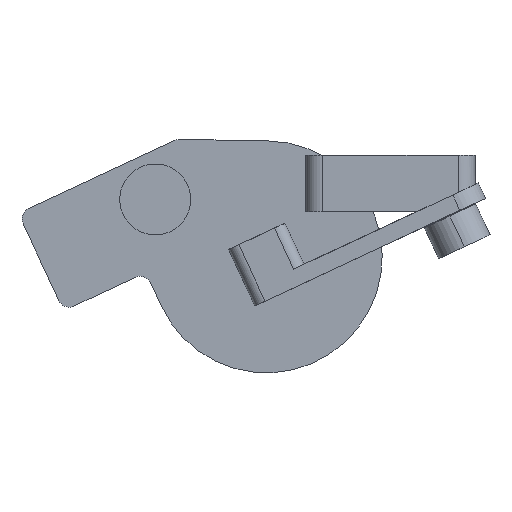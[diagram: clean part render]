
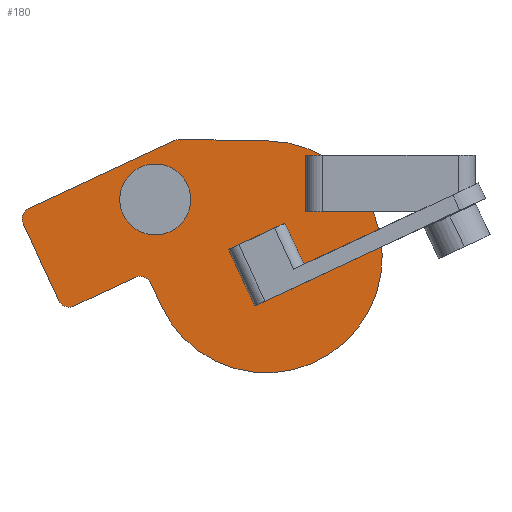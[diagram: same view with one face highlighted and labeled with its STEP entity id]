
A CAD part, left-side view. The second image highlights one B-rep face of the part: STEP entity #180.
In plain terms, the highlighted planar face has unit normal (-1, 0, 0).
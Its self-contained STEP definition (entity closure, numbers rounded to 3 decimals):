
#44=AXIS2_PLACEMENT_3D('Plane Axis2P3D',#41,#42,#43) ;
#48=AXIS2_PLACEMENT_3D('Circle Axis2P3D',#46,#47,$) ;
#64=AXIS2_PLACEMENT_3D('Circle Axis2P3D',#62,#63,$) ;
#78=AXIS2_PLACEMENT_3D('Circle Axis2P3D',#76,#77,$) ;
#92=AXIS2_PLACEMENT_3D('Circle Axis2P3D',#90,#91,$) ;
#106=AXIS2_PLACEMENT_3D('Circle Axis2P3D',#104,#105,$) ;
#130=AXIS2_PLACEMENT_3D('Circle Axis2P3D',#128,#129,$) ;
#139=AXIS2_PLACEMENT_3D('Circle Axis2P3D',#137,#138,$) ;
#41=CARTESIAN_POINT('Axis2P3D Location',(-18.5,39.5,7.)) ;
#46=CARTESIAN_POINT('Axis2P3D Location',(-18.5,74.,30.5)) ;
#50=CARTESIAN_POINT('Vertex',(-18.5,76.,30.5)) ;
#52=CARTESIAN_POINT('Vertex',(-18.5,74.,32.5)) ;
#55=CARTESIAN_POINT('Line Origine',(-18.5,76.,23.)) ;
#59=CARTESIAN_POINT('Vertex',(-18.5,76.,15.5)) ;
#62=CARTESIAN_POINT('Axis2P3D Location',(-18.5,74.,15.5)) ;
#66=CARTESIAN_POINT('Vertex',(-18.5,74.,13.5)) ;
#69=CARTESIAN_POINT('Line Origine',(-18.5,68.,13.5)) ;
#73=CARTESIAN_POINT('Vertex',(-18.5,62.,13.5)) ;
#76=CARTESIAN_POINT('Axis2P3D Location',(-18.5,62.,11.5)) ;
#80=CARTESIAN_POINT('Vertex',(-18.5,60.,11.5)) ;
#83=CARTESIAN_POINT('Line Origine',(-18.5,60.,9.25)) ;
#87=CARTESIAN_POINT('Vertex',(-18.5,60.,7.)) ;
#90=CARTESIAN_POINT('Axis2P3D Location',(-18.5,39.5,7.)) ;
#94=CARTESIAN_POINT('Vertex',(-18.5,30.504,25.421)) ;
#97=CARTESIAN_POINT('Line Origine',(-18.5,37.544,28.859)) ;
#101=CARTESIAN_POINT('Vertex',(-18.5,44.585,32.297)) ;
#104=CARTESIAN_POINT('Axis2P3D Location',(-18.5,45.462,30.5)) ;
#108=CARTESIAN_POINT('Vertex',(-18.5,45.462,32.5)) ;
#111=CARTESIAN_POINT('Line Origine',(-18.5,59.731,32.5)) ;
#128=CARTESIAN_POINT('Axis2P3D Location',(-18.5,53.,24.5)) ;
#132=CARTESIAN_POINT('Vertex',(-18.5,46.72,24.5)) ;
#134=CARTESIAN_POINT('Vertex',(-18.5,59.28,24.5)) ;
#137=CARTESIAN_POINT('Axis2P3D Location',(-18.5,53.,24.5)) ;
#146=CARTESIAN_POINT('Line Origine',(-18.5,39.5,3.)) ;
#150=CARTESIAN_POINT('Vertex',(-18.5,45.,3.)) ;
#152=CARTESIAN_POINT('Vertex',(-18.5,34.,3.)) ;
#155=CARTESIAN_POINT('Line Origine',(-18.5,45.,7.)) ;
#159=CARTESIAN_POINT('Vertex',(-18.5,45.,11.)) ;
#162=CARTESIAN_POINT('Line Origine',(-18.5,39.5,11.)) ;
#166=CARTESIAN_POINT('Vertex',(-18.5,34.,11.)) ;
#169=CARTESIAN_POINT('Line Origine',(-18.5,34.,7.)) ;
#42=DIRECTION('Axis2P3D Direction',(1.,0.,0.)) ;
#43=DIRECTION('Axis2P3D XDirection',(0.,1.,0.)) ;
#47=DIRECTION('Axis2P3D Direction',(1.,0.,0.)) ;
#56=DIRECTION('Vector Direction',(0.,0.,1.)) ;
#63=DIRECTION('Axis2P3D Direction',(1.,0.,0.)) ;
#70=DIRECTION('Vector Direction',(0.,-1.,0.)) ;
#77=DIRECTION('Axis2P3D Direction',(1.,0.,0.)) ;
#84=DIRECTION('Vector Direction',(0.,0.,1.)) ;
#91=DIRECTION('Axis2P3D Direction',(1.,0.,0.)) ;
#98=DIRECTION('Vector Direction',(0.,0.899,0.439)) ;
#105=DIRECTION('Axis2P3D Direction',(1.,0.,0.)) ;
#112=DIRECTION('Vector Direction',(0.,1.,0.)) ;
#129=DIRECTION('Axis2P3D Direction',(1.,0.,0.)) ;
#138=DIRECTION('Axis2P3D Direction',(1.,0.,0.)) ;
#147=DIRECTION('Vector Direction',(0.,-1.,0.)) ;
#156=DIRECTION('Vector Direction',(0.,0.,1.)) ;
#163=DIRECTION('Vector Direction',(0.,1.,0.)) ;
#170=DIRECTION('Vector Direction',(0.,0.,-1.)) ;
#57=VECTOR('Line Direction',#56,1.) ;
#71=VECTOR('Line Direction',#70,1.) ;
#85=VECTOR('Line Direction',#84,1.) ;
#99=VECTOR('Line Direction',#98,1.) ;
#113=VECTOR('Line Direction',#112,1.) ;
#148=VECTOR('Line Direction',#147,1.) ;
#157=VECTOR('Line Direction',#156,1.) ;
#164=VECTOR('Line Direction',#163,1.) ;
#171=VECTOR('Line Direction',#170,1.) ;
#117=ORIENTED_EDGE('',*,*,#54,.F.) ;
#118=ORIENTED_EDGE('',*,*,#61,.F.) ;
#119=ORIENTED_EDGE('',*,*,#68,.F.) ;
#120=ORIENTED_EDGE('',*,*,#75,.F.) ;
#121=ORIENTED_EDGE('',*,*,#82,.T.) ;
#122=ORIENTED_EDGE('',*,*,#89,.F.) ;
#123=ORIENTED_EDGE('',*,*,#96,.F.) ;
#124=ORIENTED_EDGE('',*,*,#103,.F.) ;
#125=ORIENTED_EDGE('',*,*,#110,.F.) ;
#126=ORIENTED_EDGE('',*,*,#115,.F.) ;
#143=ORIENTED_EDGE('',*,*,#136,.T.) ;
#144=ORIENTED_EDGE('',*,*,#141,.T.) ;
#175=ORIENTED_EDGE('',*,*,#154,.F.) ;
#176=ORIENTED_EDGE('',*,*,#161,.T.) ;
#177=ORIENTED_EDGE('',*,*,#168,.F.) ;
#178=ORIENTED_EDGE('',*,*,#173,.T.) ;
#145=FACE_BOUND('',#142,.T.) ;
#179=FACE_BOUND('',#174,.T.) ;
#180=ADVANCED_FACE('Fertigteil',(#127,#145,#179),#45,.F.) ;
#49=CIRCLE('generated circle',#48,2.) ;
#65=CIRCLE('generated circle',#64,2.) ;
#79=CIRCLE('generated circle',#78,2.) ;
#93=CIRCLE('generated circle',#92,20.5) ;
#107=CIRCLE('generated circle',#106,2.) ;
#131=CIRCLE('generated circle',#130,6.28) ;
#140=CIRCLE('generated circle',#139,6.28) ;
#54=EDGE_CURVE('',#51,#53,#49,.T.) ;
#61=EDGE_CURVE('',#60,#51,#58,.T.) ;
#68=EDGE_CURVE('',#67,#60,#65,.T.) ;
#75=EDGE_CURVE('',#74,#67,#72,.F.) ;
#82=EDGE_CURVE('',#74,#81,#79,.T.) ;
#89=EDGE_CURVE('',#88,#81,#86,.T.) ;
#96=EDGE_CURVE('',#95,#88,#93,.T.) ;
#103=EDGE_CURVE('',#102,#95,#100,.F.) ;
#110=EDGE_CURVE('',#109,#102,#107,.T.) ;
#115=EDGE_CURVE('',#53,#109,#114,.F.) ;
#136=EDGE_CURVE('',#133,#135,#131,.T.) ;
#141=EDGE_CURVE('',#135,#133,#140,.T.) ;
#154=EDGE_CURVE('',#151,#153,#149,.T.) ;
#161=EDGE_CURVE('',#151,#160,#158,.T.) ;
#168=EDGE_CURVE('',#167,#160,#165,.T.) ;
#173=EDGE_CURVE('',#167,#153,#172,.T.) ;
#116=EDGE_LOOP('',(#117,#118,#119,#120,#121,#122,#123,#124,#125,#126)) ;
#142=EDGE_LOOP('',(#143,#144)) ;
#174=EDGE_LOOP('',(#175,#176,#177,#178)) ;
#127=FACE_OUTER_BOUND('',#116,.T.) ;
#58=LINE('Line',#55,#57) ;
#72=LINE('Line',#69,#71) ;
#86=LINE('Line',#83,#85) ;
#100=LINE('Line',#97,#99) ;
#114=LINE('Line',#111,#113) ;
#149=LINE('Line',#146,#148) ;
#158=LINE('Line',#155,#157) ;
#165=LINE('Line',#162,#164) ;
#172=LINE('Line',#169,#171) ;
#45=PLANE('Plane',#44) ;
#51=VERTEX_POINT('',#50) ;
#53=VERTEX_POINT('',#52) ;
#60=VERTEX_POINT('',#59) ;
#67=VERTEX_POINT('',#66) ;
#74=VERTEX_POINT('',#73) ;
#81=VERTEX_POINT('',#80) ;
#88=VERTEX_POINT('',#87) ;
#95=VERTEX_POINT('',#94) ;
#102=VERTEX_POINT('',#101) ;
#109=VERTEX_POINT('',#108) ;
#133=VERTEX_POINT('',#132) ;
#135=VERTEX_POINT('',#134) ;
#151=VERTEX_POINT('',#150) ;
#153=VERTEX_POINT('',#152) ;
#160=VERTEX_POINT('',#159) ;
#167=VERTEX_POINT('',#166) ;
